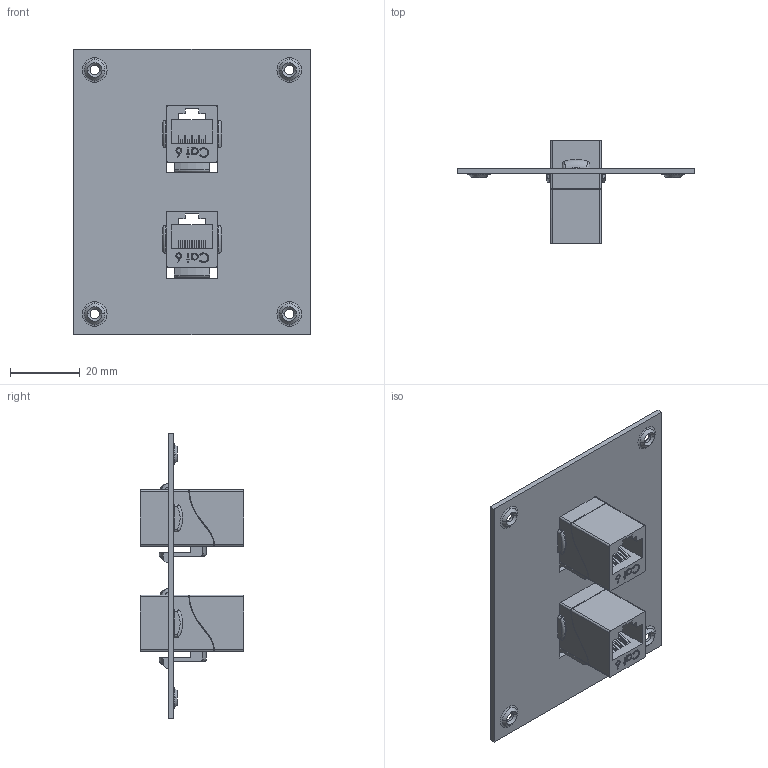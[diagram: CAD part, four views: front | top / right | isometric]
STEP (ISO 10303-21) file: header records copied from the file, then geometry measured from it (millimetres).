
FILE_DESCRIPTION (( 'STEP AP203' ), '1' );
FILE_NAME ('USP2MC6B.STEP', '2014-11-13T13:48:58', ( 'x' ), ( '' ), 'SwSTEP 2.0', 'SolidWorks 2014', '' );
FILE_SCHEMA (( 'CONFIG_CONTROL_DESIGN' ));
Length unit declared in the file: inch
Products named in the file (3): USP2MC6B; 1AR03-003; TDG1026KC6_no label
Assembly tree (3 placements, depth 2):
  USP2MC6B
    1AR03-003
    TDG1026KC6_no label  x2
Bounding box: 68.07 x 29.8 x 82.04 mm (x, y, z)
Volume: 18034.4 mm3; surface area: 18600.5 mm2
Topology: 3 solids, 3 shells, 578 faces, 1596 edges, 1056 vertices
Faces by surface type: plane 378, bspline 120, cylinder 32, cone 24, torus 24
Entity records: 13702 total; most frequent: CARTESIAN_POINT 5436, ORIENTED_EDGE 1768, DIRECTION 1411, EDGE_CURVE 884, VECTOR 605, LINE 605, VERTEX_POINT 584, AXIS2_PLACEMENT_3D 403
